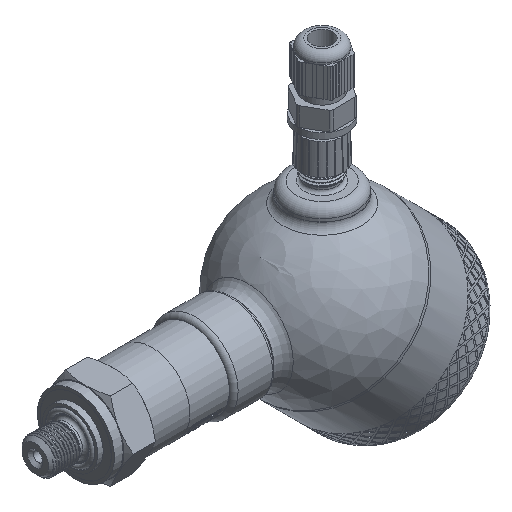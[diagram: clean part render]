
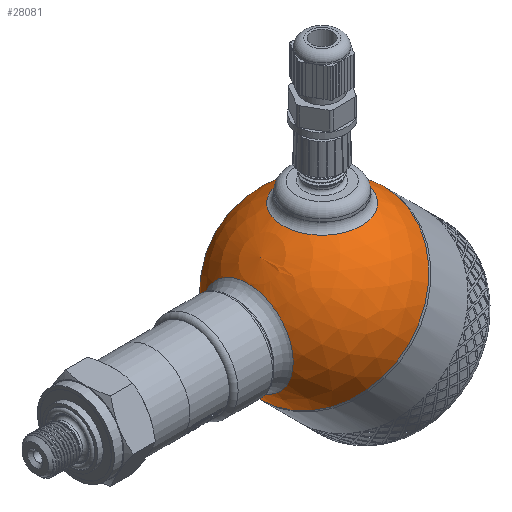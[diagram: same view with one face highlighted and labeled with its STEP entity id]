
A CAD part, isometric view. The second image highlights one B-rep face of the part: STEP entity #28081.
In plain terms, the highlighted spherical face has radius 30 mm.
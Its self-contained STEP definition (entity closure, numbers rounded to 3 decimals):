
#65=SPHERICAL_SURFACE('',#29784,30.);
#1154=FACE_BOUND('',#4237,.T.);
#1155=FACE_BOUND('',#4238,.T.);
#2450=FACE_OUTER_BOUND('',#4236,.T.);
#4236=EDGE_LOOP('',(#20730,#20731,#20732,#20733));
#4237=EDGE_LOOP('',(#20734));
#4238=EDGE_LOOP('',(#20735));
#5904=CIRCLE('',#29707,30.);
#5905=CIRCLE('',#29708,30.);
#5932=CIRCLE('',#29780,13.5);
#5935=CIRCLE('',#29785,30.);
#5936=CIRCLE('',#29786,15.643);
#11470=VERTEX_POINT('',#38051);
#11471=VERTEX_POINT('',#38053);
#11998=VERTEX_POINT('',#44817);
#12000=VERTEX_POINT('',#44824);
#12001=VERTEX_POINT('',#44826);
#14485=EDGE_CURVE('',#11470,#11471,#5904,.T.);
#14486=EDGE_CURVE('',#11471,#11470,#5905,.T.);
#15279=EDGE_CURVE('',#11998,#11998,#5932,.T.);
#15282=EDGE_CURVE('',#11471,#12000,#5935,.T.);
#15283=EDGE_CURVE('',#12001,#12001,#5936,.T.);
#20730=ORIENTED_EDGE('',*,*,#14486,.F.);
#20731=ORIENTED_EDGE('',*,*,#15282,.T.);
#20732=ORIENTED_EDGE('',*,*,#15282,.F.);
#20733=ORIENTED_EDGE('',*,*,#14485,.F.);
#20734=ORIENTED_EDGE('',*,*,#15283,.F.);
#20735=ORIENTED_EDGE('',*,*,#15279,.F.);
#28081=ADVANCED_FACE('',(#2450,#1154,#1155),#65,.T.);
#29707=AXIS2_PLACEMENT_3D('',#38054,#31303,#31304);
#29708=AXIS2_PLACEMENT_3D('',#38055,#31305,#31306);
#29780=AXIS2_PLACEMENT_3D('',#44818,#31727,#31728);
#29784=AXIS2_PLACEMENT_3D('',#44823,#31735,#31736);
#29785=AXIS2_PLACEMENT_3D('',#44825,#31737,#31738);
#29786=AXIS2_PLACEMENT_3D('',#44827,#31739,#31740);
#31303=DIRECTION('center_axis',(1.,0.,0.));
#31304=DIRECTION('ref_axis',(0.,1.,0.));
#31305=DIRECTION('center_axis',(1.,0.,0.));
#31306=DIRECTION('ref_axis',(0.,1.,0.));
#31727=DIRECTION('center_axis',(-0.707,0.,-0.707));
#31728=DIRECTION('ref_axis',(-0.707,0.,0.707));
#31735=DIRECTION('center_axis',(1.,0.,0.));
#31736=DIRECTION('ref_axis',(0.,-1.,0.));
#31737=DIRECTION('center_axis',(0.,0.,1.));
#31738=DIRECTION('ref_axis',(0.,1.,0.));
#31739=DIRECTION('center_axis',(-0.707,0.,0.707));
#31740=DIRECTION('ref_axis',(0.707,0.,0.707));
#38051=CARTESIAN_POINT('',(0.,-30.,0.));
#38053=CARTESIAN_POINT('',(0.,30.,0.));
#38054=CARTESIAN_POINT('Origin',(0.,0.,0.));
#38055=CARTESIAN_POINT('Origin',(0.,0.,0.));
#44817=CARTESIAN_POINT('',(-9.398,0.,-28.49));
#44818=CARTESIAN_POINT('Origin',(-18.944,0.,-18.944));
#44823=CARTESIAN_POINT('Origin',(0.,0.,0.));
#44824=CARTESIAN_POINT('',(-30.,0.,0.));
#44825=CARTESIAN_POINT('Origin',(0.,0.,0.));
#44826=CARTESIAN_POINT('',(-29.162,0.,7.04));
#44827=CARTESIAN_POINT('Origin',(-18.101,0.,18.101));
